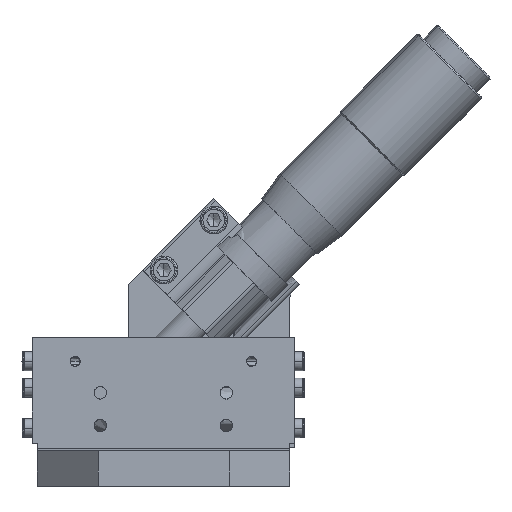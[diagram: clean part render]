
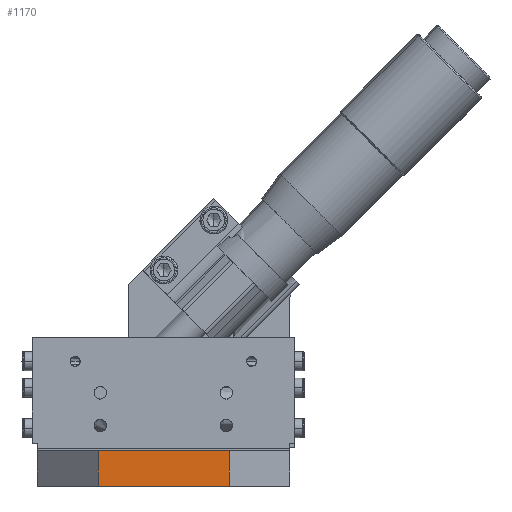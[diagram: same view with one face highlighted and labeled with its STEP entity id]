
A CAD part, left-side view. The second image highlights one B-rep face of the part: STEP entity #1170.
In plain terms, the highlighted free-form (B-spline) face has degree [1, 1] with [2, 2] control points.
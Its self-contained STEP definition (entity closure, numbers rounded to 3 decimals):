
#240=B_SPLINE_SURFACE_WITH_KNOTS('',1,1,((#31090,#31091),(#31092,#31093)),
 .UNSPECIFIED.,.F.,.F.,.F.,(2,2),(2,2),(-68.733,56.355),
(-34.226,31.123),.UNSPECIFIED.);
#243=B_SPLINE_SURFACE_WITH_KNOTS('',1,1,((#31840,#31841),(#31842,#31843)),
 .UNSPECIFIED.,.F.,.F.,.F.,(2,2),(2,2),(-18.837,1.867),
(-7.82,0.82),.UNSPECIFIED.);
#244=B_SPLINE_SURFACE_WITH_KNOTS('',1,1,((#31844,#31845),(#31846,#31847)),
 .UNSPECIFIED.,.F.,.F.,.F.,(2,2),(2,2),(-28.72,2.72),
(-7.82,0.82),.UNSPECIFIED.);
#245=B_SPLINE_SURFACE_WITH_KNOTS('',1,1,((#31848,#31849),(#31850,#31851)),
 .UNSPECIFIED.,.F.,.F.,.F.,(2,2),(2,2),(-18.837,1.867),
(-7.82,0.82),.UNSPECIFIED.);
#246=B_SPLINE_SURFACE_WITH_KNOTS('',1,1,((#31852,#31853),(#31854,#31855)),
 .UNSPECIFIED.,.F.,.F.,.F.,(2,2),(2,2),(-31.731,28.666),
(-68.734,56.377),.UNSPECIFIED.);
#1170=ADVANCED_FACE('',(#1955),#244,.T.);
#1955=FACE_OUTER_BOUND('',#2751,.T.);
#2751=EDGE_LOOP('',(#4406,#4407,#4408,#4409));
#4406=ORIENTED_EDGE('',*,*,#20187,.F.);
#4407=ORIENTED_EDGE('',*,*,#20299,.F.);
#4408=ORIENTED_EDGE('',*,*,#20300,.T.);
#4409=ORIENTED_EDGE('',*,*,#20301,.T.);
#10001=PCURVE('',#240,#14145);
#10227=PCURVE('',#243,#14371);
#10228=PCURVE('',#244,#14372);
#10229=PCURVE('',#244,#14373);
#10230=PCURVE('',#244,#14374);
#10231=PCURVE('',#244,#14375);
#10233=PCURVE('',#245,#14377);
#10238=PCURVE('',#246,#14382);
#14145=DEFINITIONAL_REPRESENTATION('',(#22779),#63400);
#14371=DEFINITIONAL_REPRESENTATION('',(#23055),#63400);
#14372=DEFINITIONAL_REPRESENTATION('',(#23056),#63400);
#14373=DEFINITIONAL_REPRESENTATION('',(#23057),#63400);
#14374=DEFINITIONAL_REPRESENTATION('',(#23059),#63400);
#14375=DEFINITIONAL_REPRESENTATION('',(#23061),#63400);
#14377=DEFINITIONAL_REPRESENTATION('',(#23063),#63400);
#14382=DEFINITIONAL_REPRESENTATION('',(#23071),#63400);
#18021=SURFACE_CURVE('',#22778,(#10001,#10228),.PCURVE_S1.);
#18133=SURFACE_CURVE('',#23054,(#10227,#10229),.PCURVE_S1.);
#18134=SURFACE_CURVE('',#23058,(#10230,#10238),.PCURVE_S1.);
#18135=SURFACE_CURVE('',#23060,(#10231,#10233),.PCURVE_S1.);
#20187=EDGE_CURVE('',#26845,#26846,#18021,.T.);
#20299=EDGE_CURVE('',#26907,#26845,#18133,.T.);
#20300=EDGE_CURVE('',#26907,#26908,#18134,.T.);
#20301=EDGE_CURVE('',#26908,#26846,#18135,.T.);
#22778=B_SPLINE_CURVE_WITH_KNOTS('',1,(#38921,#38922),.UNSPECIFIED.,.F.,
 .F.,(2,2),(0.,26.),.UNSPECIFIED.);
#22779=B_SPLINE_CURVE_WITH_KNOTS('',1,(#38923,#38924),.UNSPECIFIED.,.F.,
 .F.,(2,2),(0.,26.),.UNSPECIFIED.);
#23054=B_SPLINE_CURVE_WITH_KNOTS('',1,(#39743,#39744),.UNSPECIFIED.,.F.,
 .F.,(2,2),(0.,7.),.UNSPECIFIED.);
#23055=B_SPLINE_CURVE_WITH_KNOTS('',1,(#39745,#39746),.UNSPECIFIED.,.F.,
 .F.,(2,2),(0.,7.),.UNSPECIFIED.);
#23056=B_SPLINE_CURVE_WITH_KNOTS('',1,(#39747,#39748),.UNSPECIFIED.,.F.,
 .F.,(2,2),(0.,26.),.UNSPECIFIED.);
#23057=B_SPLINE_CURVE_WITH_KNOTS('',1,(#39749,#39750),.UNSPECIFIED.,.F.,
 .F.,(2,2),(0.,7.),.UNSPECIFIED.);
#23058=B_SPLINE_CURVE_WITH_KNOTS('',1,(#39751,#39752),.UNSPECIFIED.,.F.,
 .F.,(2,2),(0.,26.),.UNSPECIFIED.);
#23059=B_SPLINE_CURVE_WITH_KNOTS('',1,(#39753,#39754),.UNSPECIFIED.,.F.,
 .F.,(2,2),(0.,26.),.UNSPECIFIED.);
#23060=B_SPLINE_CURVE_WITH_KNOTS('',1,(#39755,#39756),.UNSPECIFIED.,.F.,
 .F.,(2,2),(0.,7.),.UNSPECIFIED.);
#23061=B_SPLINE_CURVE_WITH_KNOTS('',1,(#39757,#39758),.UNSPECIFIED.,.F.,
 .F.,(2,2),(0.,7.),.UNSPECIFIED.);
#23063=B_SPLINE_CURVE_WITH_KNOTS('',1,(#39761,#39762),.UNSPECIFIED.,.F.,
 .F.,(2,2),(0.,7.),.UNSPECIFIED.);
#23071=B_SPLINE_CURVE_WITH_KNOTS('',1,(#39777,#39778),.UNSPECIFIED.,.F.,
 .F.,(2,2),(0.,26.),.UNSPECIFIED.);
#26845=VERTEX_POINT('',#35711);
#26846=VERTEX_POINT('',#35712);
#26907=VERTEX_POINT('',#35773);
#26908=VERTEX_POINT('',#35774);
#31090=CARTESIAN_POINT('',(-56.043,-31.748,10.072));
#31091=CARTESIAN_POINT('',(-56.087,33.601,10.072));
#31092=CARTESIAN_POINT('',(69.045,-31.665,10.072));
#31093=CARTESIAN_POINT('',(69.001,33.684,10.072));
#31840=CARTESIAN_POINT('',(-46.842,12.627,10.892));
#31841=CARTESIAN_POINT('',(-46.842,12.627,2.252));
#31842=CARTESIAN_POINT('',(-32.212,27.277,10.892));
#31843=CARTESIAN_POINT('',(-32.212,27.277,2.252));
#31844=CARTESIAN_POINT('',(-45.504,-14.772,10.892));
#31845=CARTESIAN_POINT('',(-45.504,-14.772,2.252));
#31846=CARTESIAN_POINT('',(-45.525,16.668,10.892));
#31847=CARTESIAN_POINT('',(-45.525,16.668,2.252));
#31848=CARTESIAN_POINT('',(-32.177,-25.363,10.892));
#31849=CARTESIAN_POINT('',(-32.177,-25.363,2.252));
#31850=CARTESIAN_POINT('',(-46.827,-10.733,10.892));
#31851=CARTESIAN_POINT('',(-46.827,-10.733,2.252));
#31852=CARTESIAN_POINT('',(-56.046,-29.253,3.072));
#31853=CARTESIAN_POINT('',(69.065,-29.17,3.072));
#31854=CARTESIAN_POINT('',(-56.086,31.144,3.072));
#31855=CARTESIAN_POINT('',(69.025,31.227,3.072));
#35711=CARTESIAN_POINT('',(-45.523,13.948,10.072));
#35712=CARTESIAN_POINT('',(-45.506,-12.052,10.072));
#35773=CARTESIAN_POINT('',(-45.523,13.948,3.072));
#35774=CARTESIAN_POINT('',(-45.506,-12.052,3.072));
#38921=CARTESIAN_POINT('',(-45.523,13.948,10.072));
#38922=CARTESIAN_POINT('',(-45.506,-12.052,10.072));
#38923=CARTESIAN_POINT('',(-58.182,11.463));
#38924=CARTESIAN_POINT('',(-58.182,-14.537));
#39743=CARTESIAN_POINT('',(-45.523,13.948,3.072));
#39744=CARTESIAN_POINT('',(-45.523,13.948,10.072));
#39745=CARTESIAN_POINT('',(-16.971,0.));
#39746=CARTESIAN_POINT('',(-16.971,-7.));
#39747=CARTESIAN_POINT('',(0.,-7.));
#39748=CARTESIAN_POINT('',(-26.,-7.));
#39749=CARTESIAN_POINT('',(0.,0.));
#39750=CARTESIAN_POINT('',(0.,-7.));
#39751=CARTESIAN_POINT('',(-45.523,13.948,3.072));
#39752=CARTESIAN_POINT('',(-45.506,-12.052,3.072));
#39753=CARTESIAN_POINT('',(0.,0.));
#39754=CARTESIAN_POINT('',(-26.,0.));
#39755=CARTESIAN_POINT('',(-45.506,-12.052,3.072));
#39756=CARTESIAN_POINT('',(-45.506,-12.052,10.072));
#39757=CARTESIAN_POINT('',(-26.,0.));
#39758=CARTESIAN_POINT('',(-26.,-7.));
#39761=CARTESIAN_POINT('',(0.,0.));
#39762=CARTESIAN_POINT('',(0.,-7.));
#39777=CARTESIAN_POINT('',(11.463,-58.182));
#39778=CARTESIAN_POINT('',(-14.537,-58.182));
#63400=(
GEOMETRIC_REPRESENTATION_CONTEXT(2)
PARAMETRIC_REPRESENTATION_CONTEXT()
REPRESENTATION_CONTEXT('pspace','')
);
